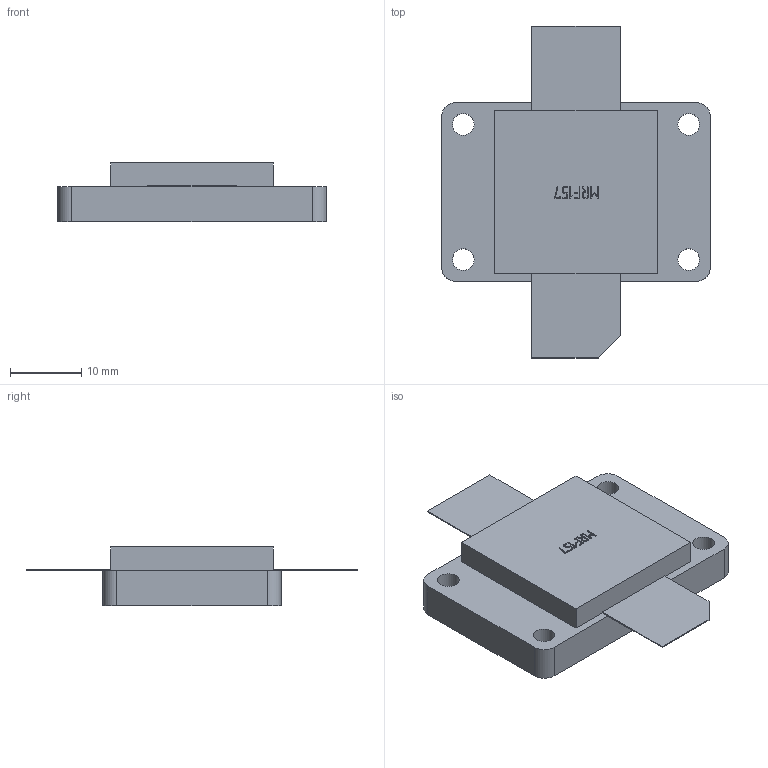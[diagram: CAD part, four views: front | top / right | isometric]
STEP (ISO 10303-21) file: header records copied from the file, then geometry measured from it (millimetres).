
FILE_DESCRIPTION(('STEP AP214'), '1');
FILE_NAME('MRF157', '', ('UNSPECIFIED'), ('UNSPECIFIED'), 'C3D Converter', 'C3D Toolkit', '');
FILE_SCHEMA(('AUTOMOTIVE_DESIGN { 1 0 10303 214 3 1 1}'));
Length unit declared in the file: millimetre
Bounding box: 37.85 x 46.75 x 8.38 mm (x, y, z)
Volume: 6336.2 mm3; surface area: 4532.1 mm2
Topology: 2 solids, 2 shells, 177 faces, 494 edges, 328 vertices
Faces by surface type: extrusion 87, plane 82, cylinder 8
Full cylindrical faces by diameter (mm): 3.05 x4
Entity records: 7204 total; most frequent: CARTESIAN_POINT 1518, ORIENTED_EDGE 980, DIRECTION 601, EDGE_CURVE 490, VECTOR 387, VERTEX_POINT 328, LINE 300, B_SPLINE_CURVE_WITH_KNOTS 261
